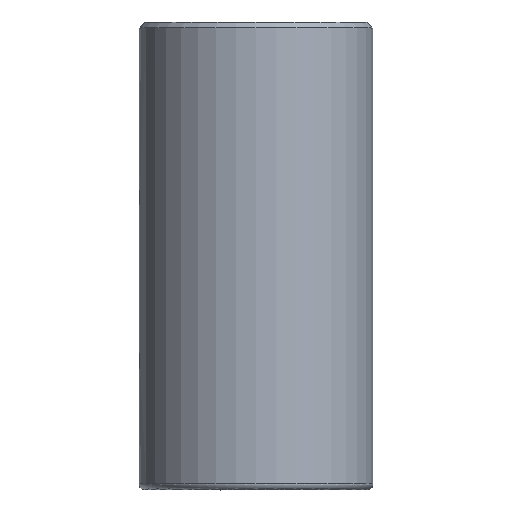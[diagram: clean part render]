
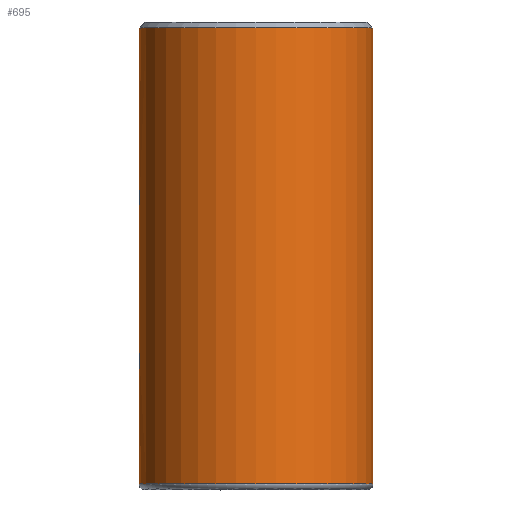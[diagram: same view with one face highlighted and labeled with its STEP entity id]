
A CAD part, top view. The second image highlights one B-rep face of the part: STEP entity #695.
In plain terms, the highlighted cylindrical face has radius 10 mm (diameter 20 mm), a partial arc.
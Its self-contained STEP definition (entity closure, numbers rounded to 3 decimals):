
#153=CARTESIAN_POINT('',(-10.,24.,0.));
#167=CARTESIAN_POINT('',(-10.,26.,0.));
#169=CARTESIAN_POINT('',(-10.,10.,0.));
#183=CARTESIAN_POINT('',(-10.,12.,0.));
#222=DIRECTION('',(0.,1.,0.));
#223=VECTOR('',#222,39.);
#224=CARTESIAN_POINT('',(10.,0.5,0.));
#225=LINE('',#224,#223);
#239=CARTESIAN_POINT('',(-10.,26.,0.));
#240=CARTESIAN_POINT('',(-10.,26.,0.088));
#241=CARTESIAN_POINT('',(-9.998,25.978,0.259));
#242=CARTESIAN_POINT('',(-9.988,25.876,0.505));
#243=CARTESIAN_POINT('',(-9.975,25.716,0.715));
#244=CARTESIAN_POINT('',(-9.962,25.506,0.876));
#245=CARTESIAN_POINT('',(-9.952,25.262,0.977));
#246=CARTESIAN_POINT('',(-9.949,24.999,1.011));
#247=CARTESIAN_POINT('',(-9.952,24.738,0.977));
#248=CARTESIAN_POINT('',(-9.962,24.493,0.875));
#249=CARTESIAN_POINT('',(-9.975,24.284,0.715));
#250=CARTESIAN_POINT('',(-9.988,24.123,0.504));
#251=CARTESIAN_POINT('',(-9.998,24.022,0.259));
#252=CARTESIAN_POINT('',(-10.,24.,0.088));
#253=CARTESIAN_POINT('',(-10.,24.,0.));
#255=DIRECTION('',(0.,1.,0.));
#256=VECTOR('',#255,13.5);
#257=CARTESIAN_POINT('',(-10.,26.,0.));
#258=LINE('',#257,#256);
#259=CARTESIAN_POINT('',(0.,39.5,0.));
#260=DIRECTION('',(0.,1.,0.));
#261=DIRECTION('',(-1.,0.,0.));
#262=AXIS2_PLACEMENT_3D('',#259,#260,#261);
#264=CARTESIAN_POINT('',(0.,0.5,0.));
#265=DIRECTION('',(0.,-1.,0.));
#266=DIRECTION('',(1.,0.,0.));
#267=AXIS2_PLACEMENT_3D('',#264,#265,#266);
#269=DIRECTION('',(0.,1.,0.));
#270=VECTOR('',#269,9.5);
#271=CARTESIAN_POINT('',(-10.,0.5,0.));
#272=LINE('',#271,#270);
#273=CARTESIAN_POINT('',(-10.,12.,0.));
#274=CARTESIAN_POINT('',(-10.,12.,0.088));
#275=CARTESIAN_POINT('',(-9.998,11.978,0.259));
#276=CARTESIAN_POINT('',(-9.988,11.876,0.505));
#277=CARTESIAN_POINT('',(-9.975,11.716,0.715));
#278=CARTESIAN_POINT('',(-9.962,11.506,0.876));
#279=CARTESIAN_POINT('',(-9.952,11.262,0.977));
#280=CARTESIAN_POINT('',(-9.949,10.999,1.011));
#281=CARTESIAN_POINT('',(-9.952,10.738,0.977));
#282=CARTESIAN_POINT('',(-9.962,10.493,0.875));
#283=CARTESIAN_POINT('',(-9.975,10.284,0.715));
#284=CARTESIAN_POINT('',(-9.988,10.123,0.504));
#285=CARTESIAN_POINT('',(-9.998,10.022,0.259));
#286=CARTESIAN_POINT('',(-10.,10.,0.088));
#287=CARTESIAN_POINT('',(-10.,10.,0.));
#289=DIRECTION('',(0.,1.,0.));
#290=VECTOR('',#289,12.);
#291=CARTESIAN_POINT('',(-10.,12.,0.));
#292=LINE('',#291,#290);
#428=CARTESIAN_POINT('',(-10.,39.5,0.));
#429=CARTESIAN_POINT('',(10.,39.5,0.));
#430=VERTEX_POINT('',#428);
#431=VERTEX_POINT('',#429);
#434=CARTESIAN_POINT('',(-10.,0.5,0.));
#435=VERTEX_POINT('',#434);
#436=CARTESIAN_POINT('',(10.,0.5,0.));
#437=VERTEX_POINT('',#436);
#446=VERTEX_POINT('',#153);
#447=VERTEX_POINT('',#167);
#448=VERTEX_POINT('',#169);
#449=VERTEX_POINT('',#183);
#678=CARTESIAN_POINT('',(0.,0.,0.));
#679=DIRECTION('',(0.,1.,0.));
#680=DIRECTION('',(1.,0.,0.));
#681=AXIS2_PLACEMENT_3D('',#678,#679,#680);
#682=CYLINDRICAL_SURFACE('',#681,10.);
#683=ORIENTED_EDGE('',*,*,#670,.F.);
#684=ORIENTED_EDGE('',*,*,#646,.T.);
#685=ORIENTED_EDGE('',*,*,#600,.T.);
#686=ORIENTED_EDGE('',*,*,#643,.F.);
#688=ORIENTED_EDGE('',*,*,#687,.T.);
#689=ORIENTED_EDGE('',*,*,#631,.T.);
#691=ORIENTED_EDGE('',*,*,#690,.F.);
#692=ORIENTED_EDGE('',*,*,#627,.T.);
#693=EDGE_LOOP('',(#683,#684,#685,#686,#688,#689,#691,#692));
#694=FACE_OUTER_BOUND('',#693,.F.);
#695=ADVANCED_FACE('',(#694),#682,.T.);
#254=B_SPLINE_CURVE_WITH_KNOTS('',3,(#239,#240,#241,#242,#243,#244,#245,#246,
#247,#248,#249,#250,#251,#252,#253),.UNSPECIFIED.,.F.,.F.,(4,1,1,1,1,1,1,1,1,1,
1,1,4),(0.,0.083,0.167,0.25,0.333,
0.417,0.5,0.583,0.667,0.75,
0.833,0.917,1.),.UNSPECIFIED.);
#263=CIRCLE('',#262,10.);
#268=CIRCLE('',#267,10.);
#288=B_SPLINE_CURVE_WITH_KNOTS('',3,(#273,#274,#275,#276,#277,#278,#279,#280,
#281,#282,#283,#284,#285,#286,#287),.UNSPECIFIED.,.F.,.F.,(4,1,1,1,1,1,1,1,1,1,
1,1,4),(0.,0.083,0.167,0.25,0.333,
0.417,0.5,0.583,0.667,0.75,
0.833,0.917,1.),.UNSPECIFIED.);
#600=EDGE_CURVE('',#430,#431,#263,.T.);
#627=EDGE_CURVE('',#449,#446,#292,.T.);
#631=EDGE_CURVE('',#435,#448,#272,.T.);
#643=EDGE_CURVE('',#437,#431,#225,.T.);
#646=EDGE_CURVE('',#447,#430,#258,.T.);
#670=EDGE_CURVE('',#447,#446,#254,.T.);
#687=EDGE_CURVE('',#437,#435,#268,.T.);
#690=EDGE_CURVE('',#449,#448,#288,.T.);
